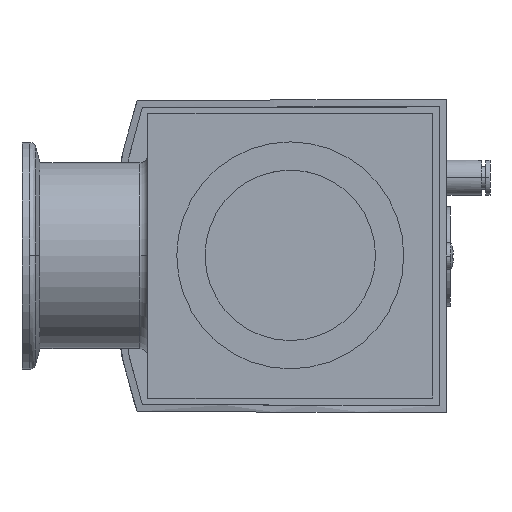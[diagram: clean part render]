
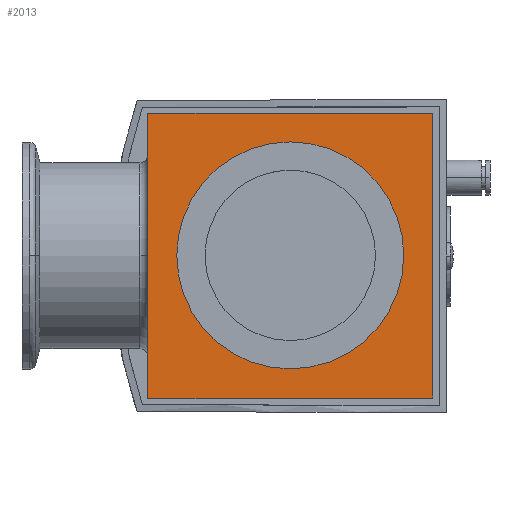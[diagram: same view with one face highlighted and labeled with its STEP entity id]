
A CAD part, top view. The second image highlights one B-rep face of the part: STEP entity #2013.
In plain terms, the highlighted planar face has unit normal (0, 0, 1).
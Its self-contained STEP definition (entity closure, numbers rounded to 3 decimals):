
#45 = EDGE_LOOP ( 'NONE', ( #5263, #2310, #3331, #4837 ) ) ;
#111 = DIRECTION ( 'NONE',  ( 1., 0., 0. ) ) ;
#153 = DIRECTION ( 'NONE',  ( 0., 0., -1. ) ) ;
#207 = CARTESIAN_POINT ( 'NONE',  ( 34.5, 34.5, 28. ) ) ;
#426 = CARTESIAN_POINT ( 'NONE',  ( -34.5, -34.5, 28. ) ) ;
#489 = AXIS2_PLACEMENT_3D ( 'NONE', #2908, #153, #3377 ) ;
#548 = EDGE_CURVE ( 'NONE', #3016, #4663, #829, .T. ) ;
#554 = PLANE ( 'NONE',  #2383 ) ;
#641 = CARTESIAN_POINT ( 'NONE',  ( -34.5, 34.5, 28. ) ) ;
#667 = DIRECTION ( 'NONE',  ( 0., -1., 0. ) ) ;
#735 = VERTEX_POINT ( 'NONE', #3145 ) ;
#829 = LINE ( 'NONE', #641, #3285 ) ;
#930 = CARTESIAN_POINT ( 'NONE',  ( 34.5, 34.5, 28. ) ) ;
#964 = FACE_OUTER_BOUND ( 'NONE', #45, .T. ) ;
#1458 = EDGE_LOOP ( 'NONE', ( #3952, #1519 ) ) ;
#1519 = ORIENTED_EDGE ( 'NONE', *, *, #5606, .T. ) ;
#1556 = CARTESIAN_POINT ( 'NONE',  ( -34.5, 34.5, 28. ) ) ;
#1715 = VECTOR ( 'NONE', #5768, 1000. ) ;
#1750 = VERTEX_POINT ( 'NONE', #4800 ) ;
#1763 = VERTEX_POINT ( 'NONE', #2083 ) ;
#1980 = LINE ( 'NONE', #207, #5474 ) ;
#2013 = ADVANCED_FACE ( 'NONE', ( #3834, #964 ), #554, .T. ) ;
#2070 = DIRECTION ( 'NONE',  ( 1., 0., 0. ) ) ;
#2083 = CARTESIAN_POINT ( 'NONE',  ( 24.5, 0., 28. ) ) ;
#2202 = EDGE_CURVE ( 'NONE', #4663, #1750, #1980, .T. ) ;
#2310 = ORIENTED_EDGE ( 'NONE', *, *, #3231, .F. ) ;
#2383 = AXIS2_PLACEMENT_3D ( 'NONE', #5593, #2865, #111 ) ;
#2570 = CARTESIAN_POINT ( 'NONE',  ( 34.5, -34.5, 28. ) ) ;
#2680 = DIRECTION ( 'NONE',  ( 0., 0., -1. ) ) ;
#2865 = DIRECTION ( 'NONE',  ( 0., 0., 1. ) ) ;
#2908 = CARTESIAN_POINT ( 'NONE',  ( 0., 0., 28. ) ) ;
#2973 = CIRCLE ( 'NONE', #489, 24.5 ) ;
#3016 = VERTEX_POINT ( 'NONE', #1556 ) ;
#3145 = CARTESIAN_POINT ( 'NONE',  ( -24.5, 0., 28. ) ) ;
#3231 = EDGE_CURVE ( 'NONE', #1750, #4598, #4132, .T. ) ;
#3285 = VECTOR ( 'NONE', #2070, 1000. ) ;
#3331 = ORIENTED_EDGE ( 'NONE', *, *, #2202, .F. ) ;
#3377 = DIRECTION ( 'NONE',  ( -1., 0., 0. ) ) ;
#3450 = CARTESIAN_POINT ( 'NONE',  ( -34.5, -34.5, 28. ) ) ;
#3772 = CIRCLE ( 'NONE', #3835, 24.5 ) ;
#3834 = FACE_BOUND ( 'NONE', #1458, .T. ) ;
#3835 = AXIS2_PLACEMENT_3D ( 'NONE', #5423, #2680, #5888 ) ;
#3952 = ORIENTED_EDGE ( 'NONE', *, *, #5029, .T. ) ;
#4132 = LINE ( 'NONE', #2570, #1715 ) ;
#4494 = VECTOR ( 'NONE', #5276, 1000. ) ;
#4598 = VERTEX_POINT ( 'NONE', #426 ) ;
#4663 = VERTEX_POINT ( 'NONE', #930 ) ;
#4800 = CARTESIAN_POINT ( 'NONE',  ( 34.5, -34.5, 28. ) ) ;
#4837 = ORIENTED_EDGE ( 'NONE', *, *, #548, .F. ) ;
#4869 = EDGE_CURVE ( 'NONE', #4598, #3016, #5851, .T. ) ;
#5029 = EDGE_CURVE ( 'NONE', #735, #1763, #3772, .T. ) ;
#5263 = ORIENTED_EDGE ( 'NONE', *, *, #4869, .F. ) ;
#5276 = DIRECTION ( 'NONE',  ( 0., 1., 0. ) ) ;
#5423 = CARTESIAN_POINT ( 'NONE',  ( 0., 0., 28. ) ) ;
#5474 = VECTOR ( 'NONE', #667, 1000. ) ;
#5593 = CARTESIAN_POINT ( 'NONE',  ( 0., 0., 28. ) ) ;
#5606 = EDGE_CURVE ( 'NONE', #1763, #735, #2973, .T. ) ;
#5768 = DIRECTION ( 'NONE',  ( -1., 0., 0. ) ) ;
#5851 = LINE ( 'NONE', #3450, #4494 ) ;
#5888 = DIRECTION ( 'NONE',  ( -1., 0., 0. ) ) ;
